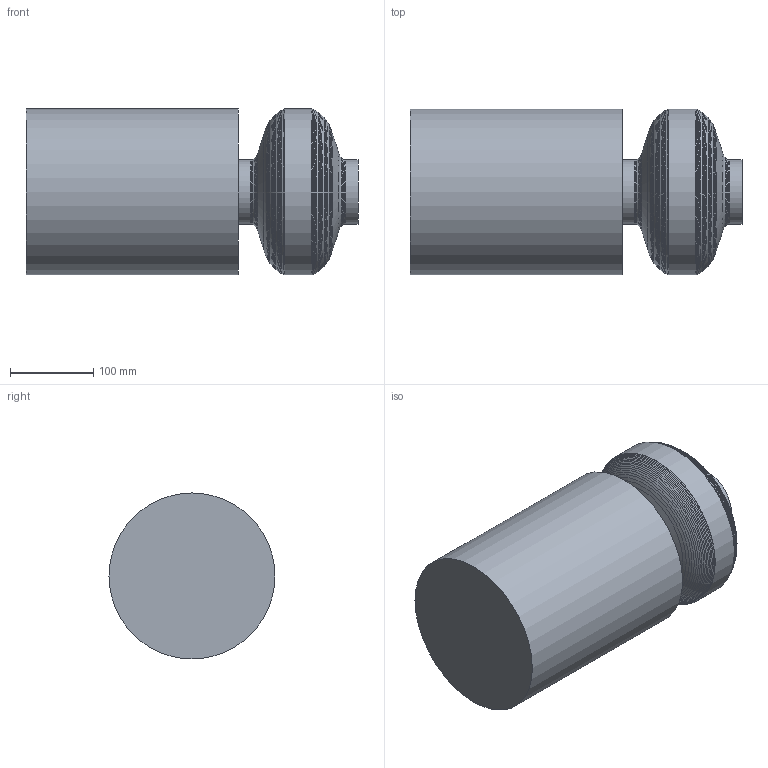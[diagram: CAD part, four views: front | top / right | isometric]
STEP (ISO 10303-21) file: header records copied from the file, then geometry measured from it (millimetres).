
FILE_DESCRIPTION(('Open CASCADE Model'),'2;1');
FILE_NAME('Open CASCADE Shape Model','2025-03-04T09:56:31',('Author'),( 'Open CASCADE'),'Open CASCADE STEP processor 7.7','Open CASCADE 7.7' ,'Unknown');
FILE_SCHEMA(('AUTOMOTIVE_DESIGN { 1 0 10303 214 1 1 1 1 }'));
Length unit declared in the file: millimetre
Products named in the file (1): Open CASCADE STEP translator 7.7 1
Bounding box: 400 x 200 x 200 mm (x, y, z)
Volume: 10739972.4 mm3; surface area: 320093.1 mm2
Topology: 1 solids, 1 shells, 57 faces, 110 edges, 56 vertices
Faces by surface type: cone 50, cylinder 4, plane 3
Full cylindrical faces by diameter (mm): 78.1 x2, 200 x2
Entity records: 2844 total; most frequent: DIRECTION 502, CARTESIAN_POINT 444, LINE 270, VECTOR 270, ORIENTED_EDGE 220, PCURVE 220, DEFINITIONAL_REPRESENTATION 220, AXIS2_PLACEMENT_3D 114
